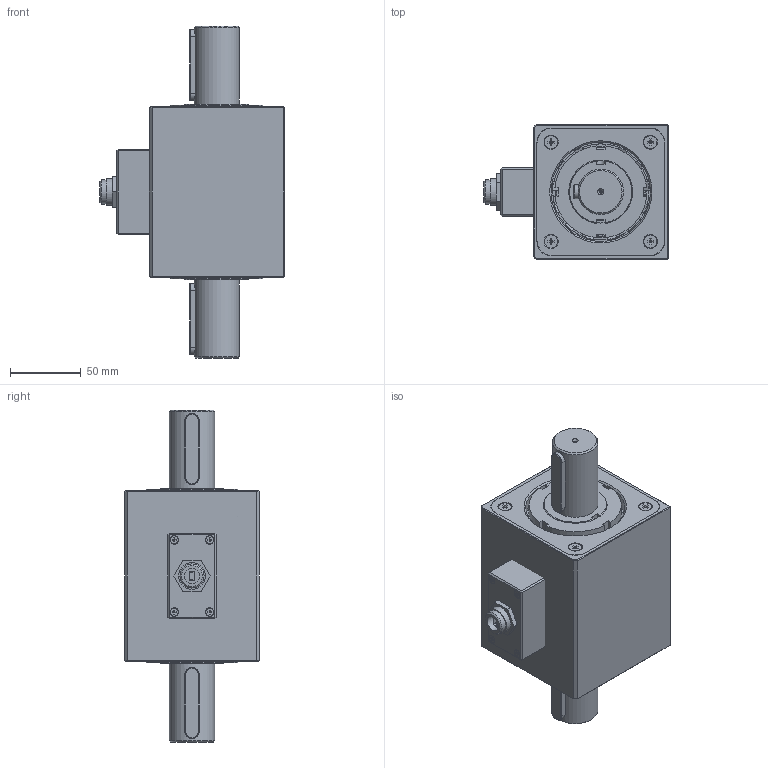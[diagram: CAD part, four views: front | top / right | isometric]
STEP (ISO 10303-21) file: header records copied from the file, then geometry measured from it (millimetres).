
FILE_DESCRIPTION( ( 'Unknown' ), '1' );
FILE_NAME( '2643-Z08_DOC-00076778.stp', 'Unknown', ( 'Unknown' ), ( 'Unknown' ), 'PSStep 17.0.49', 'Unknown', ' ' );
FILE_SCHEMA( ( 'AUTOMOTIVE_DESIGN { 1 0 10303 214 1 1 1 1 }' ) );
Length unit declared in the file: millimetre
Products named in the file (40): 2643-B32_DOC-00080902; 2643-057_DOC-00076780; 2643-B10_Gehäusebaugruppe_DOC-00063140; 2643-030_Gehäuse_DOC-00063141; 2643-035_DOC-00063185; 2643-035_DOC-00063185-oa3; senkschraube din 965-m5x10-h; senkschraube din 965-m5x10-h-oa4; senkschraube din 965-m5x10-h-oa5; senkschraube din 965-m5x10-h-oa6; senkschraube din 965-m5x10-h-oa7; senkschraube din 965-m5x10-h-oa8; senkschraube din 965-m5x10-h-oa9; senkschraube din 965-m5x10-h-oa10; 2643-B03_DOC-00044358; 2643-015_DOC-00044333; Senkschraube DIN 965-M3x30-H; Senkschraube DIN 965-M3x30-H-oa0; Senkschraube DIN 965-M3x30-H-oa1; Senkschraube DIN 965-M3x30-H-oa2; 2643-B23_DOC-00076779; DIN 625-T1-6009-2Z_45x75x16; DIN 625-T1-6009-2Z_45x75x16-oa11; Nutmutter DIN 981-KM 9; Nutmutter DIN 981-KM 9-oa12; Sicherungsblech DIN 5406-MB 9; Sicherungsblech DIN 5406-MB 9-oa13; Paßfeder A10x8x50 DIN 6885; Paßfeder A10x8x50 DIN 6885-oa14; Assem1; USB-Buchse_DOC-00062388; USB_DOC-00062390
Assembly tree (39 placements, depth 4):
  Assem1
    USB-Buchse_DOC-00062388
    USB_DOC-00062390
    2643-B03_DOC-00044358
      2643-015_DOC-00044333
      Senkschraube DIN 965-M3x30-H
      Senkschraube DIN 965-M3x30-H-oa0
      Senkschraube DIN 965-M3x30-H-oa1
      Senkschraube DIN 965-M3x30-H-oa2
    2643-B10_Gehäusebaugruppe_DOC-00063140
      2643-030_Gehäuse_DOC-00063141
      2643-035_DOC-00063185
      2643-035_DOC-00063185-oa3
      senkschraube din 965-m5x10-h
      senkschraube din 965-m5x10-h-oa4
      senkschraube din 965-m5x10-h-oa5
      senkschraube din 965-m5x10-h-oa6
      senkschraube din 965-m5x10-h-oa7
      senkschraube din 965-m5x10-h-oa8
      senkschraube din 965-m5x10-h-oa9
      senkschraube din 965-m5x10-h-oa10
    2643-B23_DOC-00076779
      DIN 625-T1-6009-2Z_45x75x16
      DIN 625-T1-6009-2Z_45x75x16
      DIN 625-T1-6009-2Z_45x75x16
      DIN 625-T1-6009-2Z_45x75x16
      DIN 625-T1-6009-2Z_45x75x16
      DIN 625-T1-6009-2Z_45x75x16-oa11
      DIN 625-T1-6009-2Z_45x75x16-oa11
      DIN 625-T1-6009-2Z_45x75x16-oa11
      DIN 625-T1-6009-2Z_45x75x16-oa11
      DIN 625-T1-6009-2Z_45x75x16-oa11
      Nutmutter DIN 981-KM 9
      Nutmutter DIN 981-KM 9-oa12
      Sicherungsblech DIN 5406-MB 9
      Sicherungsblech DIN 5406-MB 9-oa13
      Paßfeder A10x8x50 DIN 6885
      Paßfeder A10x8x50 DIN 6885-oa14
      2643-B32_DOC-00080902
        2643-057_DOC-00076780
Bounding box: 129.9 x 95 x 234 mm (x, y, z)
Volume: 1001377.3 mm3; surface area: 255560.4 mm2
Topology: 35 solids, 37 shells, 889 faces, 2222 edges, 1445 vertices
Faces by surface type: plane 450, cylinder 252, cone 151, torus 36
Full cylindrical faces by diameter (mm): 2 x2, 2.387 x4, 3 x4, 3.2 x4, 4.019 x8, 4.134 x8, 5 x8, 5.3 x8, 5.6 x4, 6.647 x4, 8 x2, 9.2 x8, 10.5 x1, 11 x1, 17 x1, 19 x3, 24 x1, 32 x2, 43.917 x2, 45 x4, 50 x3, 51.8 x4, 54 x1, 56.98 x4, 64.41 x4, 67.68 x4, 67.78 x4, 67.8 x4, 70 x2, 75 x5
Entity records: 33104 total; most frequent: CARTESIAN_POINT 5034, DIRECTION 4306, ORIENTED_EDGE 3858, EDGE_CURVE 1929, AXIS2_PLACEMENT_3D 1616, VERTEX_POINT 1384, EDGE_LOOP 1196, LINE 1074
